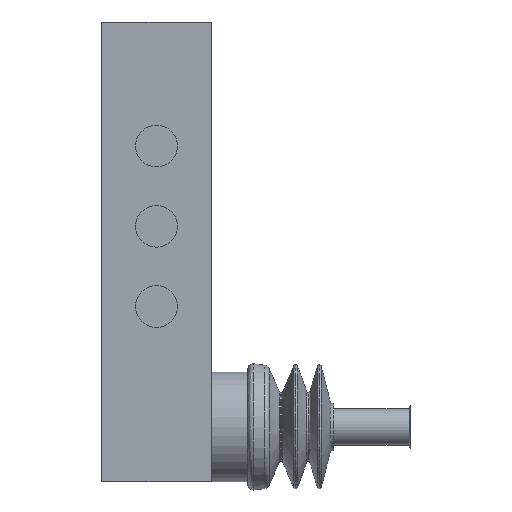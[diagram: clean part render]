
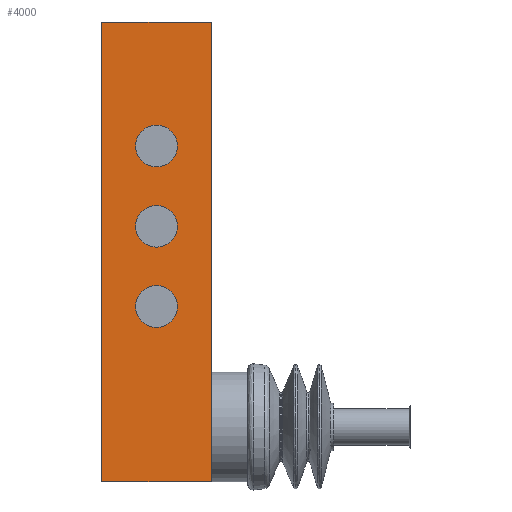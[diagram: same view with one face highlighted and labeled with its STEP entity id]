
A CAD part, front view. The second image highlights one B-rep face of the part: STEP entity #4000.
In plain terms, the highlighted planar face has unit normal (0, -1, 0).
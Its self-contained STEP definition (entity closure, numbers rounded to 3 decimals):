
#698 = CARTESIAN_POINT ( 'NONE',  ( -15., -25., 0. ) ) ;
#703 = CARTESIAN_POINT ( 'NONE',  ( 15., -25., 0. ) ) ;
#705 = CARTESIAN_POINT ( 'NONE',  ( -15., -25., 126. ) ) ;
#708 = CARTESIAN_POINT ( 'NONE',  ( 15., -25., 126. ) ) ;
#1673 = CARTESIAN_POINT ( 'NONE',  ( 15., -25., 126. ) ) ;
#1675 = CARTESIAN_POINT ( 'NONE',  ( 0., -25., 92. ) ) ;
#1676 = DIRECTION ( 'NONE',  ( -1., 0., 0. ) ) ;
#1681 = DIRECTION ( 'NONE',  ( 0., 1., 0. ) ) ;
#1682 = DIRECTION ( 'NONE',  ( 0., 0., -1. ) ) ;
#1683 = CARTESIAN_POINT ( 'NONE',  ( 0., -25., 48. ) ) ;
#1689 = CARTESIAN_POINT ( 'NONE',  ( 15., -25., 0. ) ) ;
#1690 = DIRECTION ( 'NONE',  ( 1., 0., 0. ) ) ;
#1696 = CARTESIAN_POINT ( 'NONE',  ( 0., -25., 70. ) ) ;
#1697 = DIRECTION ( 'NONE',  ( 0., 1., 0. ) ) ;
#1698 = DIRECTION ( 'NONE',  ( 0., 0., -1. ) ) ;
#1702 = DIRECTION ( 'NONE',  ( 0., 1., 0. ) ) ;
#1703 = DIRECTION ( 'NONE',  ( 0., 0., -1. ) ) ;
#1713 = CARTESIAN_POINT ( 'NONE',  ( 15., -25., 0. ) ) ;
#1714 = DIRECTION ( 'NONE',  ( 0., 0., 1. ) ) ;
#1947 = CARTESIAN_POINT ( 'NONE',  ( -15., -25., 0. ) ) ;
#1951 = DIRECTION ( 'NONE',  ( 0., 0., 1. ) ) ;
#2535 = LINE ( 'NONE', #1673, #2551 ) ;
#2551 = VECTOR ( 'NONE', #1676, 1000. ) ;
#2552 = LINE ( 'NONE', #1713, #2573 ) ;
#2553 = LINE ( 'NONE', #1689, #2560 ) ;
#2556 = CIRCLE ( 'NONE', #9215, 5.723 ) ;
#2560 = VECTOR ( 'NONE', #1690, 1000. ) ;
#2565 = CIRCLE ( 'NONE', #9218, 5.722 ) ;
#2568 = CIRCLE ( 'NONE', #9220, 5.723 ) ;
#2573 = VECTOR ( 'NONE', #1714, 1000. ) ;
#2800 = LINE ( 'NONE', #1947, #2802 ) ;
#2802 = VECTOR ( 'NONE', #1951, 1000. ) ;
#3744 = VERTEX_POINT ( 'NONE', #3745 ) ;
#3745 = CARTESIAN_POINT ( 'NONE',  ( 0., -25., 86.277 ) ) ;
#3750 = VERTEX_POINT ( 'NONE', #3751 ) ;
#3751 = CARTESIAN_POINT ( 'NONE',  ( 0., -25., 42.278 ) ) ;
#3754 = VERTEX_POINT ( 'NONE', #3755 ) ;
#3755 = CARTESIAN_POINT ( 'NONE',  ( 0., -25., 64.278 ) ) ;
#4000 = ADVANCED_FACE ( 'NONE', ( #7431, #7429, #7433, #7435 ), #5411, .T. ) ;
#4271 = VERTEX_POINT ( 'NONE', #698 ) ;
#4276 = VERTEX_POINT ( 'NONE', #703 ) ;
#4278 = VERTEX_POINT ( 'NONE', #705 ) ;
#4281 = VERTEX_POINT ( 'NONE', #708 ) ;
#5411 = PLANE ( 'NONE',  #9044 ) ;
#5418 = CARTESIAN_POINT ( 'NONE',  ( 15., -25., 0. ) ) ;
#5420 = DIRECTION ( 'NONE',  ( 0., -1., 0. ) ) ;
#5421 = DIRECTION ( 'NONE',  ( 0., 0., -1. ) ) ;
#6188 = ORIENTED_EDGE ( 'NONE', *, *, #8636, .F. ) ;
#6189 = ORIENTED_EDGE ( 'NONE', *, *, #8510, .T. ) ;
#6190 = ORIENTED_EDGE ( 'NONE', *, *, #8520, .T. ) ;
#6191 = ORIENTED_EDGE ( 'NONE', *, *, #8505, .T. ) ;
#6192 = ORIENTED_EDGE ( 'NONE', *, *, #8507, .T. ) ;
#6193 = ORIENTED_EDGE ( 'NONE', *, *, #8513, .T. ) ;
#6194 = ORIENTED_EDGE ( 'NONE', *, *, #8515, .T. ) ;
#6783 = EDGE_LOOP ( 'NONE', ( #6188, #6189, #6190, #6191 ) ) ;
#6790 = EDGE_LOOP ( 'NONE', ( #6193 ) ) ;
#6791 = EDGE_LOOP ( 'NONE', ( #6192 ) ) ;
#6792 = EDGE_LOOP ( 'NONE', ( #6194 ) ) ;
#7429 = FACE_BOUND ( 'NONE', #6791, .T. ) ;
#7431 = FACE_OUTER_BOUND ( 'NONE', #6783, .T. ) ;
#7433 = FACE_BOUND ( 'NONE', #6790, .T. ) ;
#7435 = FACE_BOUND ( 'NONE', #6792, .T. ) ;
#8505 = EDGE_CURVE ( 'NONE', #4281, #4278, #2535, .T. ) ;
#8507 = EDGE_CURVE ( 'NONE', #3744, #3744, #2556, .T. ) ;
#8510 = EDGE_CURVE ( 'NONE', #4271, #4276, #2553, .T. ) ;
#8513 = EDGE_CURVE ( 'NONE', #3750, #3750, #2565, .T. ) ;
#8515 = EDGE_CURVE ( 'NONE', #3754, #3754, #2568, .T. ) ;
#8520 = EDGE_CURVE ( 'NONE', #4276, #4281, #2552, .T. ) ;
#8636 = EDGE_CURVE ( 'NONE', #4271, #4278, #2800, .T. ) ;
#9044 = AXIS2_PLACEMENT_3D ( 'NONE', #5418, #5420, #5421 ) ;
#9215 = AXIS2_PLACEMENT_3D ( 'NONE', #1675, #1681, #1682 ) ;
#9218 = AXIS2_PLACEMENT_3D ( 'NONE', #1683, #1697, #1698 ) ;
#9220 = AXIS2_PLACEMENT_3D ( 'NONE', #1696, #1702, #1703 ) ;
